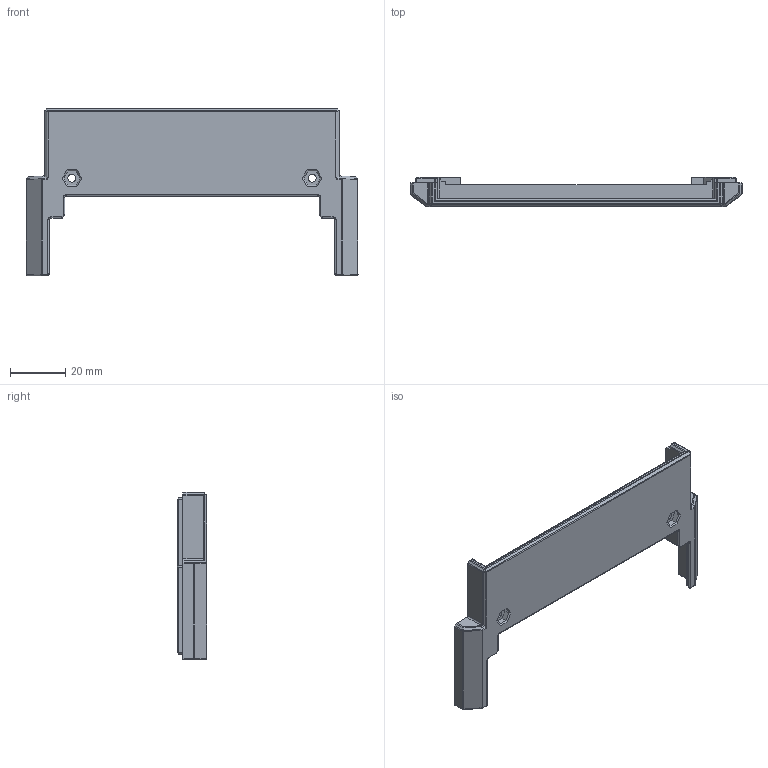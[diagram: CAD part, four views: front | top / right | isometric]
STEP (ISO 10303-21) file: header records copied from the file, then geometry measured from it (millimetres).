
FILE_DESCRIPTION(/* description */ (''),/* implementation_level */ '2;1');
FILE_NAME(/* name */ 'TinyNES_Famicom_Adapter_Back.step',/* time_stamp */ '2023-03-20T01:16:01-04:00',/* author */ (''),/* organization */ (''),/* preprocessor_version */ 'ST-DEVELOPER v19.2',/* originating_system */ 'Autodesk Translation Framework v11.17.0.187',/* authorisation */ '');
FILE_SCHEMA (('AUTOMOTIVE_DESIGN { 1 0 10303 214 3 1 1 }'));
Length unit declared in the file: millimetre
Products named in the file (1): TinyNES_Famicom_Adapter_Back
Bounding box: 120 x 10.55 x 60.5 mm (x, y, z)
Volume: 16773.3 mm3; surface area: 12977.6 mm2
Topology: 1 solids, 1 shells, 332 faces, 761 edges, 436 vertices
Faces by surface type: plane 177, cylinder 101, sphere 36, bspline 10, torus 6, cone 2
Full cylindrical faces by diameter (mm): 2.9 x2, 6 x2
Entity records: 9302 total; most frequent: CARTESIAN_POINT 1734, DIRECTION 1621, ORIENTED_EDGE 1522, EDGE_CURVE 761, LINE 547, VECTOR 547, AXIS2_PLACEMENT_3D 537, VERTEX_POINT 436
